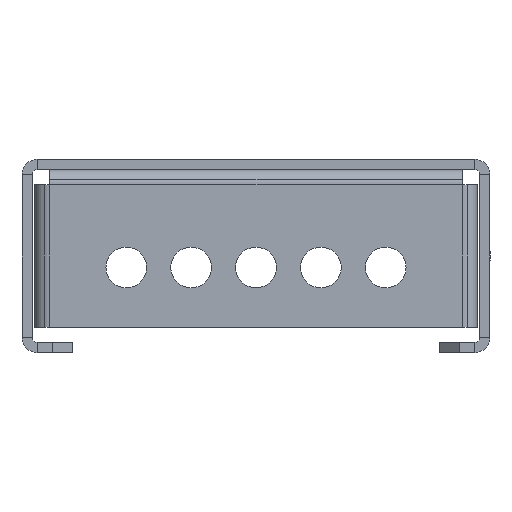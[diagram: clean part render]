
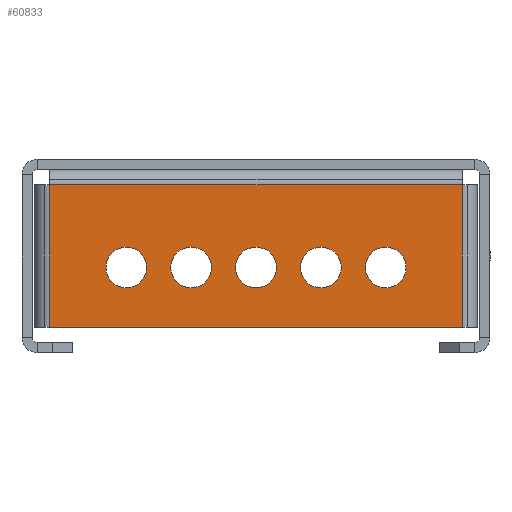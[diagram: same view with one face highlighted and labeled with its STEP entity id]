
A CAD part, front view. The second image highlights one B-rep face of the part: STEP entity #60833.
In plain terms, the highlighted planar face has unit normal (0, -1, 0).
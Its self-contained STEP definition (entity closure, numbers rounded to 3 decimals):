
#776 = AXIS2_PLACEMENT_3D ( 'NONE', #17183, #53094, #61469 ) ;
#1199 = ORIENTED_EDGE ( 'NONE', *, *, #71760, .F. ) ;
#1491 = EDGE_CURVE ( 'NONE', #82497, #86453, #88296, .T. ) ;
#1827 = CARTESIAN_POINT ( 'NONE',  ( 0., -776.5, -21.25 ) ) ;
#2696 = ORIENTED_EDGE ( 'NONE', *, *, #12764, .T. ) ;
#3387 = AXIS2_PLACEMENT_3D ( 'NONE', #21945, #42808, #51085 ) ;
#4755 = ORIENTED_EDGE ( 'NONE', *, *, #82699, .T. ) ;
#5357 = EDGE_CURVE ( 'NONE', #25021, #44038, #67265, .T. ) ;
#5930 = DIRECTION ( 'NONE',  ( 0., 0., -1. ) ) ;
#6270 = CARTESIAN_POINT ( 'NONE',  ( -25.5, -776.5, -17.25 ) ) ;
#7456 = VERTEX_POINT ( 'NONE', #35864 ) ;
#7595 = CIRCLE ( 'NONE', #3387, 4. ) ;
#8534 = EDGE_CURVE ( 'NONE', #57859, #29032, #32171, .T. ) ;
#8834 = CARTESIAN_POINT ( 'NONE',  ( -12.75, -776.5, -21.25 ) ) ;
#10704 = DIRECTION ( 'NONE',  ( 0., 1., 0. ) ) ;
#12573 = ORIENTED_EDGE ( 'NONE', *, *, #29158, .T. ) ;
#12764 = EDGE_CURVE ( 'NONE', #58547, #82910, #86452, .T. ) ;
#14593 = ORIENTED_EDGE ( 'NONE', *, *, #1491, .F. ) ;
#15949 = DIRECTION ( 'NONE',  ( 0., 1., 0. ) ) ;
#17068 = AXIS2_PLACEMENT_3D ( 'NONE', #86852, #28183, #5930 ) ;
#17183 = CARTESIAN_POINT ( 'NONE',  ( 0., -776.5, -21.25 ) ) ;
#17315 = CARTESIAN_POINT ( 'NONE',  ( -25.5, -776.5, -25.25 ) ) ;
#17975 = EDGE_CURVE ( 'NONE', #33312, #86453, #22730, .T. ) ;
#19660 = CARTESIAN_POINT ( 'NONE',  ( 40.5, -776.5, -5. ) ) ;
#20072 = EDGE_LOOP ( 'NONE', ( #66055, #91053 ) ) ;
#21897 = CIRCLE ( 'NONE', #32210, 4. ) ;
#21945 = CARTESIAN_POINT ( 'NONE',  ( -25.5, -776.5, -21.25 ) ) ;
#22280 = FACE_BOUND ( 'NONE', #79766, .T. ) ;
#22529 = EDGE_LOOP ( 'NONE', ( #52910, #90888 ) ) ;
#22730 = LINE ( 'NONE', #35530, #44490 ) ;
#25021 = VERTEX_POINT ( 'NONE', #37242 ) ;
#25628 = CIRCLE ( 'NONE', #84419, 4. ) ;
#25705 = CARTESIAN_POINT ( 'NONE',  ( -12.75, -776.5, -25.25 ) ) ;
#25709 = FACE_BOUND ( 'NONE', #22529, .T. ) ;
#25714 = DIRECTION ( 'NONE',  ( 0., 1., 0. ) ) ;
#26468 = DIRECTION ( 'NONE',  ( 0., 0., -1. ) ) ;
#28183 = DIRECTION ( 'NONE',  ( 0., 1., 0. ) ) ;
#28310 = CARTESIAN_POINT ( 'NONE',  ( 12.75, -776.5, -17.25 ) ) ;
#28672 = VECTOR ( 'NONE', #78789, 1000. ) ;
#29032 = VERTEX_POINT ( 'NONE', #17315 ) ;
#29158 = EDGE_CURVE ( 'NONE', #29246, #70383, #25628, .T. ) ;
#29246 = VERTEX_POINT ( 'NONE', #92288 ) ;
#30939 = CARTESIAN_POINT ( 'NONE',  ( 0., -776.5, -25.25 ) ) ;
#32171 = CIRCLE ( 'NONE', #65683, 4. ) ;
#32210 = AXIS2_PLACEMENT_3D ( 'NONE', #62580, #25714, #40731 ) ;
#32896 = DIRECTION ( 'NONE',  ( 0., 0., -1. ) ) ;
#33312 = VERTEX_POINT ( 'NONE', #19660 ) ;
#35515 = ORIENTED_EDGE ( 'NONE', *, *, #83016, .T. ) ;
#35530 = CARTESIAN_POINT ( 'NONE',  ( 40.5, -776.5, -5. ) ) ;
#35864 = CARTESIAN_POINT ( 'NONE',  ( 40.5, -776.5, -33. ) ) ;
#37164 = FACE_OUTER_BOUND ( 'NONE', #79870, .T. ) ;
#37242 = CARTESIAN_POINT ( 'NONE',  ( 12.75, -776.5, -25.25 ) ) ;
#37553 = AXIS2_PLACEMENT_3D ( 'NONE', #41206, #10704, #26468 ) ;
#37964 = CARTESIAN_POINT ( 'NONE',  ( -12.75, -776.5, -17.25 ) ) ;
#37969 = AXIS2_PLACEMENT_3D ( 'NONE', #89505, #45519, #59716 ) ;
#38519 = DIRECTION ( 'NONE',  ( 0., 1., 0. ) ) ;
#40731 = DIRECTION ( 'NONE',  ( 0., 0., -1. ) ) ;
#41206 = CARTESIAN_POINT ( 'NONE',  ( 12.75, -776.5, -21.25 ) ) ;
#42293 = EDGE_CURVE ( 'NONE', #83912, #59784, #57168, .T. ) ;
#42573 = EDGE_CURVE ( 'NONE', #29032, #57859, #7595, .T. ) ;
#42808 = DIRECTION ( 'NONE',  ( 0., 1., 0. ) ) ;
#42881 = FACE_BOUND ( 'NONE', #20072, .T. ) ;
#44038 = VERTEX_POINT ( 'NONE', #28310 ) ;
#44247 = CIRCLE ( 'NONE', #776, 4. ) ;
#44490 = VECTOR ( 'NONE', #79167, 1000. ) ;
#45519 = DIRECTION ( 'NONE',  ( 0., 1., 0. ) ) ;
#49496 = DIRECTION ( 'NONE',  ( 0., 0., 1. ) ) ;
#50197 = CARTESIAN_POINT ( 'NONE',  ( 0., -776.5, -2. ) ) ;
#50306 = CIRCLE ( 'NONE', #37969, 4. ) ;
#50840 = DIRECTION ( 'NONE',  ( 0., 0., 1. ) ) ;
#50923 = FACE_BOUND ( 'NONE', #52576, .T. ) ;
#51085 = DIRECTION ( 'NONE',  ( 0., 0., -1. ) ) ;
#52466 = CIRCLE ( 'NONE', #17068, 4. ) ;
#52576 = EDGE_LOOP ( 'NONE', ( #35515, #2696 ) ) ;
#52831 = DIRECTION ( 'NONE',  ( 0., 0., -1. ) ) ;
#52910 = ORIENTED_EDGE ( 'NONE', *, *, #42293, .T. ) ;
#53094 = DIRECTION ( 'NONE',  ( 0., 1., 0. ) ) ;
#54895 = CARTESIAN_POINT ( 'NONE',  ( -40.5, -776.5, -33. ) ) ;
#55619 = ORIENTED_EDGE ( 'NONE', *, *, #83689, .T. ) ;
#57168 = CIRCLE ( 'NONE', #87092, 4. ) ;
#57228 = CARTESIAN_POINT ( 'NONE',  ( 40.5, -776.5, -33. ) ) ;
#57859 = VERTEX_POINT ( 'NONE', #6270 ) ;
#58449 = DIRECTION ( 'NONE',  ( 0., 0., -1. ) ) ;
#58547 = VERTEX_POINT ( 'NONE', #37964 ) ;
#58860 = ORIENTED_EDGE ( 'NONE', *, *, #86379, .T. ) ;
#59117 = ORIENTED_EDGE ( 'NONE', *, *, #5357, .T. ) ;
#59388 = AXIS2_PLACEMENT_3D ( 'NONE', #50197, #94709, #50840 ) ;
#59716 = DIRECTION ( 'NONE',  ( 0., 0., -1. ) ) ;
#59784 = VERTEX_POINT ( 'NONE', #72922 ) ;
#60134 = CARTESIAN_POINT ( 'NONE',  ( 25.5, -776.5, -25.25 ) ) ;
#60833 = ADVANCED_FACE ( 'NONE', ( #25709, #42881, #22280, #50923, #83038, #37164 ), #93759, .T. ) ;
#61137 = CARTESIAN_POINT ( 'NONE',  ( -40.5, -776.5, -5. ) ) ;
#61329 = DIRECTION ( 'NONE',  ( 0., 0., -1. ) ) ;
#61361 = LINE ( 'NONE', #57228, #80838 ) ;
#61469 = DIRECTION ( 'NONE',  ( 0., 0., -1. ) ) ;
#61721 = DIRECTION ( 'NONE',  ( -1., 0., 0. ) ) ;
#62580 = CARTESIAN_POINT ( 'NONE',  ( 25.5, -776.5, -21.25 ) ) ;
#62656 = EDGE_LOOP ( 'NONE', ( #59117, #4755 ) ) ;
#63048 = DIRECTION ( 'NONE',  ( 0., 1., 0. ) ) ;
#64688 = CARTESIAN_POINT ( 'NONE',  ( -40.5, -776.5, -5. ) ) ;
#65498 = EDGE_CURVE ( 'NONE', #59784, #83912, #21897, .T. ) ;
#65683 = AXIS2_PLACEMENT_3D ( 'NONE', #72582, #80908, #58449 ) ;
#66055 = ORIENTED_EDGE ( 'NONE', *, *, #42573, .T. ) ;
#66308 = LINE ( 'NONE', #84402, #77777 ) ;
#67265 = CIRCLE ( 'NONE', #37553, 4. ) ;
#67826 = CARTESIAN_POINT ( 'NONE',  ( 25.5, -776.5, -21.25 ) ) ;
#70309 = ORIENTED_EDGE ( 'NONE', *, *, #17975, .T. ) ;
#70383 = VERTEX_POINT ( 'NONE', #30939 ) ;
#70414 = AXIS2_PLACEMENT_3D ( 'NONE', #8834, #15949, #52831 ) ;
#71760 = EDGE_CURVE ( 'NONE', #7456, #82497, #66308, .T. ) ;
#72582 = CARTESIAN_POINT ( 'NONE',  ( -25.5, -776.5, -21.25 ) ) ;
#72922 = CARTESIAN_POINT ( 'NONE',  ( 25.5, -776.5, -17.25 ) ) ;
#77777 = VECTOR ( 'NONE', #61721, 1000. ) ;
#78789 = DIRECTION ( 'NONE',  ( 0., 0., 1. ) ) ;
#79167 = DIRECTION ( 'NONE',  ( -1., 0., 0. ) ) ;
#79766 = EDGE_LOOP ( 'NONE', ( #58860, #12573 ) ) ;
#79870 = EDGE_LOOP ( 'NONE', ( #55619, #70309, #14593, #1199 ) ) ;
#80838 = VECTOR ( 'NONE', #49496, 1000. ) ;
#80908 = DIRECTION ( 'NONE',  ( 0., 1., 0. ) ) ;
#82497 = VERTEX_POINT ( 'NONE', #54895 ) ;
#82699 = EDGE_CURVE ( 'NONE', #44038, #25021, #50306, .T. ) ;
#82910 = VERTEX_POINT ( 'NONE', #25705 ) ;
#83016 = EDGE_CURVE ( 'NONE', #82910, #58547, #52466, .T. ) ;
#83038 = FACE_BOUND ( 'NONE', #62656, .T. ) ;
#83689 = EDGE_CURVE ( 'NONE', #7456, #33312, #61361, .T. ) ;
#83912 = VERTEX_POINT ( 'NONE', #60134 ) ;
#84402 = CARTESIAN_POINT ( 'NONE',  ( -43.5, -776.5, -33. ) ) ;
#84419 = AXIS2_PLACEMENT_3D ( 'NONE', #1827, #38519, #61329 ) ;
#86379 = EDGE_CURVE ( 'NONE', #70383, #29246, #44247, .T. ) ;
#86452 = CIRCLE ( 'NONE', #70414, 4. ) ;
#86453 = VERTEX_POINT ( 'NONE', #61137 ) ;
#86852 = CARTESIAN_POINT ( 'NONE',  ( -12.75, -776.5, -21.25 ) ) ;
#87092 = AXIS2_PLACEMENT_3D ( 'NONE', #67826, #63048, #32896 ) ;
#88296 = LINE ( 'NONE', #64688, #28672 ) ;
#89505 = CARTESIAN_POINT ( 'NONE',  ( 12.75, -776.5, -21.25 ) ) ;
#90888 = ORIENTED_EDGE ( 'NONE', *, *, #65498, .T. ) ;
#91053 = ORIENTED_EDGE ( 'NONE', *, *, #8534, .T. ) ;
#92288 = CARTESIAN_POINT ( 'NONE',  ( 0., -776.5, -17.25 ) ) ;
#93759 = PLANE ( 'NONE',  #59388 ) ;
#94709 = DIRECTION ( 'NONE',  ( 0., -1., 0. ) ) ;
